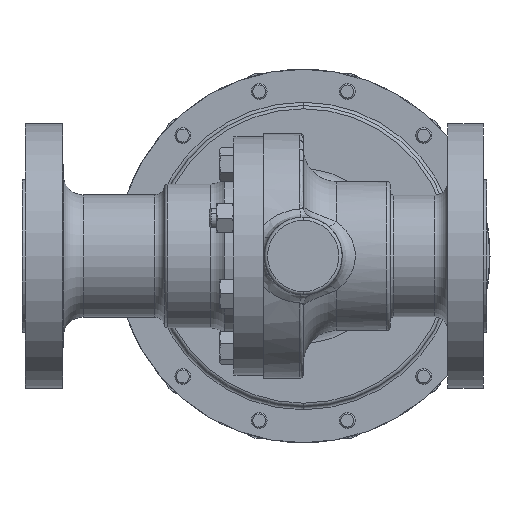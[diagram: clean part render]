
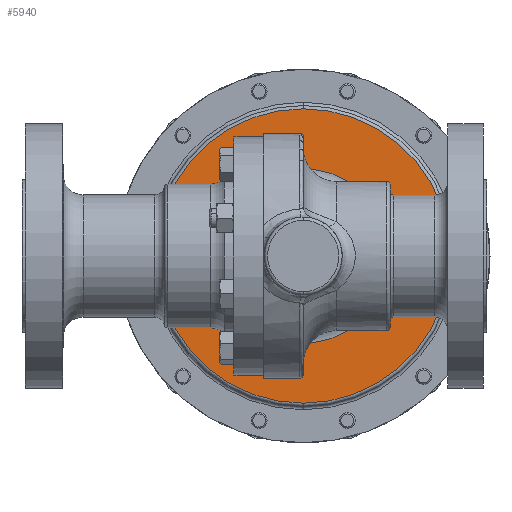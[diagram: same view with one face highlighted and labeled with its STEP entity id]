
A CAD part, front view. The second image highlights one B-rep face of the part: STEP entity #5940.
In plain terms, the highlighted planar face has unit normal (0, -1, 0).
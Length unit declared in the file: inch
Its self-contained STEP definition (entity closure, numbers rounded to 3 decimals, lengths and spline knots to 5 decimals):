
#491 = DIRECTION ( 'NONE',  ( 0., 0., -1. ) ) ;
#1878 = CARTESIAN_POINT ( 'NONE',  ( 0., 4.115, -2.783 ) ) ;
#4505 = DIRECTION ( 'NONE',  ( 0., -1., 0. ) ) ;
#5379 = VERTEX_POINT ( 'NONE', #1878 ) ;
#5520 = DIRECTION ( 'NONE',  ( 0., 1., 0. ) ) ;
#5840 = DIRECTION ( 'NONE',  ( 0., 0., -1. ) ) ;
#5940 = ADVANCED_FACE ( 'NONE', ( #22765, #8701 ), #21468, .T. ) ;
#7063 = EDGE_LOOP ( 'NONE', ( #7248, #15943 ) ) ;
#7090 = CARTESIAN_POINT ( 'NONE',  ( 0., 4.115, -1.647 ) ) ;
#7248 = ORIENTED_EDGE ( 'NONE', *, *, #19988, .T. ) ;
#7730 = ORIENTED_EDGE ( 'NONE', *, *, #21617, .T. ) ;
#8701 = FACE_BOUND ( 'NONE', #7063, .T. ) ;
#8771 = CIRCLE ( 'NONE', #11700, 1.647 ) ;
#9304 = VERTEX_POINT ( 'NONE', #12969 ) ;
#10092 = AXIS2_PLACEMENT_3D ( 'NONE', #18162, #11103, #5840 ) ;
#10122 = EDGE_CURVE ( 'NONE', #5379, #9304, #10148, .T. ) ;
#10148 = CIRCLE ( 'NONE', #10748, 2.783 ) ;
#10682 = CARTESIAN_POINT ( 'NONE',  ( 0., 4.115, 0. ) ) ;
#10748 = AXIS2_PLACEMENT_3D ( 'NONE', #15088, #4505, #13512 ) ;
#11103 = DIRECTION ( 'NONE',  ( 0., -1., 0. ) ) ;
#11700 = AXIS2_PLACEMENT_3D ( 'NONE', #20754, #12035, #17322 ) ;
#12035 = DIRECTION ( 'NONE',  ( 0., 1., 0. ) ) ;
#12585 = DIRECTION ( 'NONE',  ( 0., -1., 0. ) ) ;
#12739 = CARTESIAN_POINT ( 'NONE',  ( -2.845, 4.115, 0. ) ) ;
#12963 = AXIS2_PLACEMENT_3D ( 'NONE', #10682, #5520, #14247 ) ;
#12969 = CARTESIAN_POINT ( 'NONE',  ( 0., 4.115, 2.783 ) ) ;
#13312 = ORIENTED_EDGE ( 'NONE', *, *, #10122, .T. ) ;
#13339 = VERTEX_POINT ( 'NONE', #20579 ) ;
#13512 = DIRECTION ( 'NONE',  ( 0., 0., -1. ) ) ;
#14247 = DIRECTION ( 'NONE',  ( 0., 0., 1. ) ) ;
#14762 = EDGE_CURVE ( 'NONE', #15078, #13339, #20257, .T. ) ;
#15078 = VERTEX_POINT ( 'NONE', #7090 ) ;
#15088 = CARTESIAN_POINT ( 'NONE',  ( 0., 4.115, 0. ) ) ;
#15670 = EDGE_LOOP ( 'NONE', ( #13312, #7730 ) ) ;
#15943 = ORIENTED_EDGE ( 'NONE', *, *, #14762, .T. ) ;
#16010 = CIRCLE ( 'NONE', #10092, 2.783 ) ;
#17322 = DIRECTION ( 'NONE',  ( 0., 0., 1. ) ) ;
#18162 = CARTESIAN_POINT ( 'NONE',  ( 0., 4.115, 0. ) ) ;
#19125 = AXIS2_PLACEMENT_3D ( 'NONE', #12739, #12585, #491 ) ;
#19988 = EDGE_CURVE ( 'NONE', #13339, #15078, #8771, .T. ) ;
#20257 = CIRCLE ( 'NONE', #12963, 1.647 ) ;
#20579 = CARTESIAN_POINT ( 'NONE',  ( 0., 4.115, 1.647 ) ) ;
#20754 = CARTESIAN_POINT ( 'NONE',  ( 0., 4.115, 0. ) ) ;
#21468 = PLANE ( 'NONE',  #19125 ) ;
#21617 = EDGE_CURVE ( 'NONE', #9304, #5379, #16010, .T. ) ;
#22765 = FACE_OUTER_BOUND ( 'NONE', #15670, .T. ) ;
